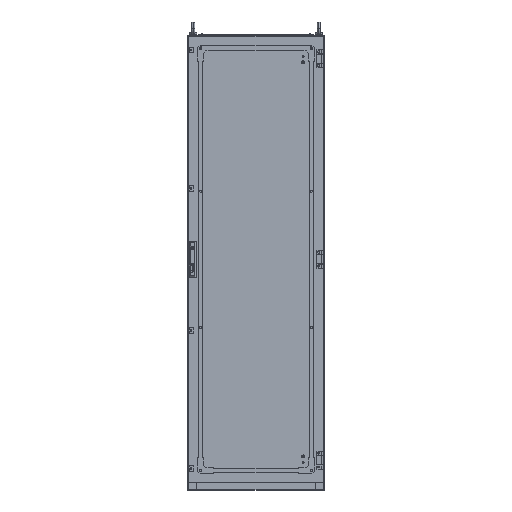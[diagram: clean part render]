
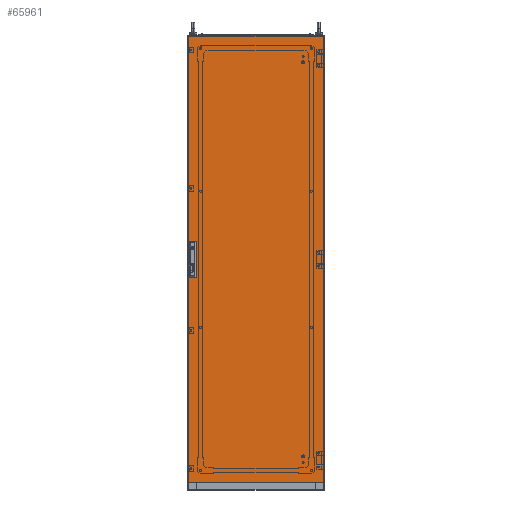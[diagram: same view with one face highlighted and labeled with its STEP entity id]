
A CAD part, top view. The second image highlights one B-rep face of the part: STEP entity #65961.
In plain terms, the highlighted planar face has unit normal (0, 0, 1).
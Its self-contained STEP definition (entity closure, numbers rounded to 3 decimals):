
#2298 = ORIENTED_EDGE ( 'NONE', *, *, #80866, .F. ) ;
#7115 = EDGE_CURVE ( 'NONE', #54789, #154535, #189262, .T. ) ;
#7566 = FACE_BOUND ( 'NONE', #82476, .T. ) ;
#8326 = ORIENTED_EDGE ( 'NONE', *, *, #94674, .F. ) ;
#8773 = VERTEX_POINT ( 'NONE', #131282 ) ;
#8954 = DIRECTION ( 'NONE',  ( 0., 1., 0. ) ) ;
#9501 = DIRECTION ( 'NONE',  ( 1., 0., 0. ) ) ;
#9946 = LINE ( 'NONE', #161371, #110863 ) ;
#11484 = ORIENTED_EDGE ( 'NONE', *, *, #120237, .T. ) ;
#13646 = DIRECTION ( 'NONE',  ( 0., -1., 0. ) ) ;
#14983 = VERTEX_POINT ( 'NONE', #171448 ) ;
#21262 = VECTOR ( 'NONE', #100356, 1000. ) ;
#21309 = FACE_BOUND ( 'NONE', #41944, .T. ) ;
#24579 = LINE ( 'NONE', #113524, #114481 ) ;
#24734 = CARTESIAN_POINT ( 'NONE',  ( -265.7, -61.5, 0. ) ) ;
#32117 = CARTESIAN_POINT ( 'NONE',  ( 297., 997., 0. ) ) ;
#34095 = VECTOR ( 'NONE', #128399, 1000. ) ;
#36892 = DIRECTION ( 'NONE',  ( 0., 0., 1. ) ) ;
#40715 = DIRECTION ( 'NONE',  ( 0., -1., 0. ) ) ;
#40945 = EDGE_CURVE ( 'NONE', #154535, #181530, #173716, .T. ) ;
#41042 = ORIENTED_EDGE ( 'NONE', *, *, #183293, .F. ) ;
#41195 = DIRECTION ( 'NONE',  ( -1., 0., 0. ) ) ;
#41944 = EDGE_LOOP ( 'NONE', ( #116953, #70643, #2298, #131811 ) ) ;
#43689 = VERTEX_POINT ( 'NONE', #55639 ) ;
#47741 = AXIS2_PLACEMENT_3D ( 'NONE', #110196, #36892, #9501 ) ;
#48840 = LINE ( 'NONE', #124099, #151395 ) ;
#49570 = VECTOR ( 'NONE', #40715, 1000. ) ;
#53468 = PLANE ( 'NONE',  #47741 ) ;
#54108 = CARTESIAN_POINT ( 'NONE',  ( -265.7, 88.5, 0. ) ) ;
#54789 = VERTEX_POINT ( 'NONE', #113146 ) ;
#55639 = CARTESIAN_POINT ( 'NONE',  ( -297., 997., 0. ) ) ;
#56259 = ORIENTED_EDGE ( 'NONE', *, *, #40945, .F. ) ;
#56448 = LINE ( 'NONE', #116109, #124064 ) ;
#61262 = VECTOR ( 'NONE', #13646, 1000. ) ;
#64277 = DIRECTION ( 'NONE',  ( 0., 1., 0. ) ) ;
#65423 = DIRECTION ( 'NONE',  ( 0., 1., 0. ) ) ;
#65961 = ADVANCED_FACE ( 'NONE', ( #21309, #7566, #84701 ), #53468, .T. ) ;
#67150 = CARTESIAN_POINT ( 'NONE',  ( -265.7, 38.5, 0. ) ) ;
#70643 = ORIENTED_EDGE ( 'NONE', *, *, #140421, .F. ) ;
#78343 = EDGE_CURVE ( 'NONE', #101487, #43689, #9946, .T. ) ;
#78912 = EDGE_CURVE ( 'NONE', #43689, #105659, #120112, .T. ) ;
#80026 = CARTESIAN_POINT ( 'NONE',  ( -265.7, -61.5, 0. ) ) ;
#80778 = LINE ( 'NONE', #67150, #120976 ) ;
#80866 = EDGE_CURVE ( 'NONE', #151202, #8773, #80778, .T. ) ;
#82476 = EDGE_LOOP ( 'NONE', ( #108037, #8326, #41042, #56259 ) ) ;
#84701 = FACE_OUTER_BOUND ( 'NONE', #182172, .T. ) ;
#86873 = DIRECTION ( 'NONE',  ( 0., -1., 0. ) ) ;
#92442 = EDGE_CURVE ( 'NONE', #118223, #160587, #131865, .T. ) ;
#93072 = VERTEX_POINT ( 'NONE', #178052 ) ;
#94674 = EDGE_CURVE ( 'NONE', #93072, #54789, #56448, .T. ) ;
#95982 = CARTESIAN_POINT ( 'NONE',  ( -290.7, -61.5, 0. ) ) ;
#100356 = DIRECTION ( 'NONE',  ( 1., 0., 0. ) ) ;
#101487 = VERTEX_POINT ( 'NONE', #32117 ) ;
#103211 = VECTOR ( 'NONE', #182037, 1000. ) ;
#104261 = VECTOR ( 'NONE', #86873, 1000. ) ;
#105054 = EDGE_CURVE ( 'NONE', #14983, #101487, #24579, .T. ) ;
#105659 = VERTEX_POINT ( 'NONE', #146641 ) ;
#108037 = ORIENTED_EDGE ( 'NONE', *, *, #7115, .F. ) ;
#109362 = LINE ( 'NONE', #80026, #138844 ) ;
#110196 = CARTESIAN_POINT ( 'NONE',  ( 0., 0., 0. ) ) ;
#110863 = VECTOR ( 'NONE', #41195, 1000. ) ;
#111550 = CARTESIAN_POINT ( 'NONE',  ( -265.7, 38.5, 0. ) ) ;
#113146 = CARTESIAN_POINT ( 'NONE',  ( -290.7, -11.5, 0. ) ) ;
#113524 = CARTESIAN_POINT ( 'NONE',  ( 297., 997., 0. ) ) ;
#114481 = VECTOR ( 'NONE', #8954, 1000. ) ;
#116109 = CARTESIAN_POINT ( 'NONE',  ( -265.7, -11.5, 0. ) ) ;
#116953 = ORIENTED_EDGE ( 'NONE', *, *, #92442, .F. ) ;
#117228 = CARTESIAN_POINT ( 'NONE',  ( -290.7, 38.5, 0. ) ) ;
#118223 = VERTEX_POINT ( 'NONE', #141275 ) ;
#120112 = LINE ( 'NONE', #165012, #61262 ) ;
#120237 = EDGE_CURVE ( 'NONE', #105659, #14983, #48840, .T. ) ;
#120976 = VECTOR ( 'NONE', #64277, 1000. ) ;
#124064 = VECTOR ( 'NONE', #133612, 1000. ) ;
#124099 = CARTESIAN_POINT ( 'NONE',  ( -297., -970., 0. ) ) ;
#128399 = DIRECTION ( 'NONE',  ( -1., 0., 0. ) ) ;
#131282 = CARTESIAN_POINT ( 'NONE',  ( -265.7, 88.5, 0. ) ) ;
#131811 = ORIENTED_EDGE ( 'NONE', *, *, #158145, .F. ) ;
#131865 = LINE ( 'NONE', #117228, #104261 ) ;
#133612 = DIRECTION ( 'NONE',  ( -1., 0., 0. ) ) ;
#137987 = CARTESIAN_POINT ( 'NONE',  ( -265.7, 38.5, 0. ) ) ;
#138844 = VECTOR ( 'NONE', #65423, 1000. ) ;
#140421 = EDGE_CURVE ( 'NONE', #8773, #118223, #151960, .T. ) ;
#141275 = CARTESIAN_POINT ( 'NONE',  ( -290.7, 88.5, 0. ) ) ;
#143410 = CARTESIAN_POINT ( 'NONE',  ( -265.7, -61.5, 0. ) ) ;
#143953 = ORIENTED_EDGE ( 'NONE', *, *, #78912, .T. ) ;
#146641 = CARTESIAN_POINT ( 'NONE',  ( -297., -970., 0. ) ) ;
#149802 = LINE ( 'NONE', #137987, #103211 ) ;
#151202 = VERTEX_POINT ( 'NONE', #111550 ) ;
#151395 = VECTOR ( 'NONE', #157253, 1000. ) ;
#151960 = LINE ( 'NONE', #54108, #34095 ) ;
#154535 = VERTEX_POINT ( 'NONE', #95982 ) ;
#157253 = DIRECTION ( 'NONE',  ( 1., 0., 0. ) ) ;
#158145 = EDGE_CURVE ( 'NONE', #160587, #151202, #149802, .T. ) ;
#160587 = VERTEX_POINT ( 'NONE', #164821 ) ;
#161371 = CARTESIAN_POINT ( 'NONE',  ( -297., 997., 0. ) ) ;
#164821 = CARTESIAN_POINT ( 'NONE',  ( -290.7, 38.5, 0. ) ) ;
#165012 = CARTESIAN_POINT ( 'NONE',  ( -297., 997., 0. ) ) ;
#171448 = CARTESIAN_POINT ( 'NONE',  ( 297., -970., 0. ) ) ;
#173716 = LINE ( 'NONE', #143410, #21262 ) ;
#174595 = CARTESIAN_POINT ( 'NONE',  ( -290.7, -61.5, 0. ) ) ;
#175515 = ORIENTED_EDGE ( 'NONE', *, *, #105054, .T. ) ;
#178052 = CARTESIAN_POINT ( 'NONE',  ( -265.7, -11.5, 0. ) ) ;
#181530 = VERTEX_POINT ( 'NONE', #24734 ) ;
#182037 = DIRECTION ( 'NONE',  ( 1., 0., 0. ) ) ;
#182172 = EDGE_LOOP ( 'NONE', ( #143953, #11484, #175515, #183204 ) ) ;
#183204 = ORIENTED_EDGE ( 'NONE', *, *, #78343, .T. ) ;
#183293 = EDGE_CURVE ( 'NONE', #181530, #93072, #109362, .T. ) ;
#189262 = LINE ( 'NONE', #174595, #49570 ) ;
